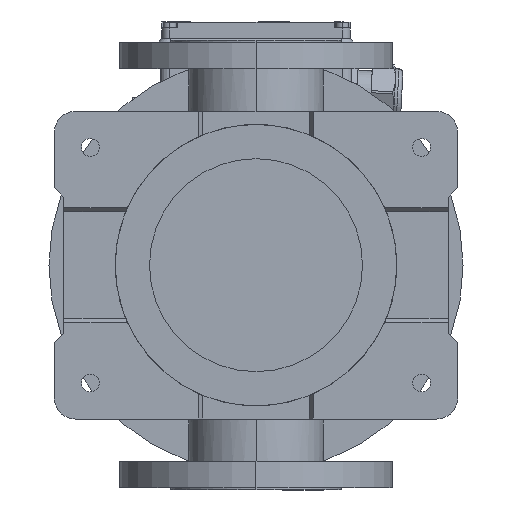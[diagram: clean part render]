
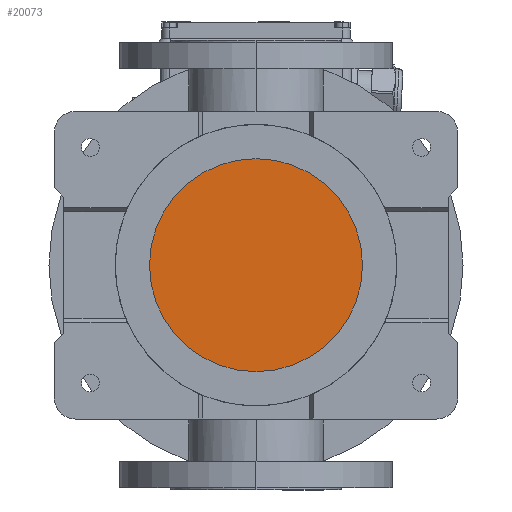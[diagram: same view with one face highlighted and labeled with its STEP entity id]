
A CAD part, front view. The second image highlights one B-rep face of the part: STEP entity #20073.
In plain terms, the highlighted face is planar.
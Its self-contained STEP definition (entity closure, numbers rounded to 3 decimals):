
#1640 = ORIENTED_EDGE ( 'NONE', *, *, #52740, .F. ) ;
#1927 = DIRECTION ( 'NONE',  ( 0., 1., 0. ) ) ;
#4035 = AXIS2_PLACEMENT_3D ( 'NONE', #4345, #36372, #40229 ) ;
#4091 = DIRECTION ( 'NONE',  ( 0., 0., 1. ) ) ;
#4345 = CARTESIAN_POINT ( 'NONE',  ( 0., 0., 81. ) ) ;
#8846 = FACE_OUTER_BOUND ( 'NONE', #32139, .T. ) ;
#11360 = AXIS2_PLACEMENT_3D ( 'NONE', #47304, #34813, #1927 ) ;
#20073 = ADVANCED_FACE ( 'NONE', ( #8846 ), #31367, .F. ) ;
#21169 = CARTESIAN_POINT ( 'NONE',  ( 0., -120., 81. ) ) ;
#21861 = CARTESIAN_POINT ( 'NONE',  ( 132., -132., 81. ) ) ;
#31367 = PLANE ( 'NONE',  #35535 ) ;
#32139 = EDGE_LOOP ( 'NONE', ( #41684, #1640 ) ) ;
#33059 = VERTEX_POINT ( 'NONE', #57999 ) ;
#34813 = DIRECTION ( 'NONE',  ( 0., 0., 1. ) ) ;
#35535 = AXIS2_PLACEMENT_3D ( 'NONE', #21861, #4091, #49188 ) ;
#35931 = EDGE_CURVE ( 'NONE', #33059, #58287, #44768, .T. ) ;
#36372 = DIRECTION ( 'NONE',  ( 0., 0., 1. ) ) ;
#40229 = DIRECTION ( 'NONE',  ( 0., 1., 0. ) ) ;
#41684 = ORIENTED_EDGE ( 'NONE', *, *, #35931, .F. ) ;
#44768 = CIRCLE ( 'NONE', #4035, 120. ) ;
#46426 = CIRCLE ( 'NONE', #11360, 120. ) ;
#47304 = CARTESIAN_POINT ( 'NONE',  ( 0., 0., 81. ) ) ;
#49188 = DIRECTION ( 'NONE',  ( 0., 1., 0. ) ) ;
#52740 = EDGE_CURVE ( 'NONE', #58287, #33059, #46426, .T. ) ;
#57999 = CARTESIAN_POINT ( 'NONE',  ( 0., 120., 81. ) ) ;
#58287 = VERTEX_POINT ( 'NONE', #21169 ) ;
